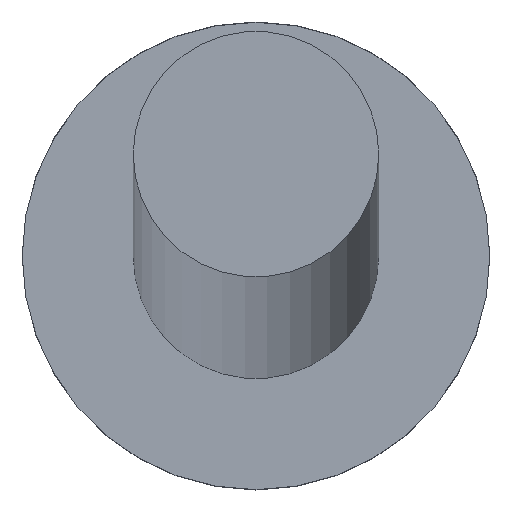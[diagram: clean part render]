
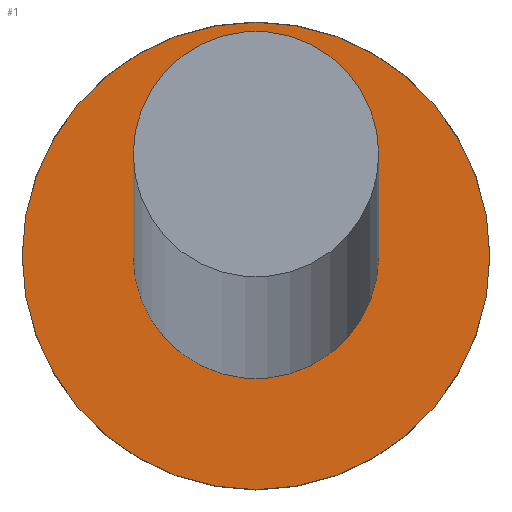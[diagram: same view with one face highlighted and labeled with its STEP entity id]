
A CAD part, top view. The second image highlights one B-rep face of the part: STEP entity #1.
In plain terms, the highlighted planar face has unit normal (0, 0, 1).
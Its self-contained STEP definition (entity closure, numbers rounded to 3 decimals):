
#1 = ADVANCED_FACE ( 'NONE', ( #86, #148 ), #220, .T. ) ;
#12 = DIRECTION ( 'NONE',  ( 0., 0., 1. ) ) ;
#15 = CARTESIAN_POINT ( 'NONE',  ( -4., 0., 3. ) ) ;
#17 = CARTESIAN_POINT ( 'NONE',  ( 4., 0., 3. ) ) ;
#21 = CIRCLE ( 'NONE', #167, 2.1 ) ;
#25 = EDGE_CURVE ( 'NONE', #168, #187, #233, .T. ) ;
#29 = DIRECTION ( 'NONE',  ( 1., 0., 0. ) ) ;
#33 = AXIS2_PLACEMENT_3D ( 'NONE', #114, #249, #72 ) ;
#38 = VERTEX_POINT ( 'NONE', #189 ) ;
#65 = ORIENTED_EDGE ( 'NONE', *, *, #104, .F. ) ;
#66 = AXIS2_PLACEMENT_3D ( 'NONE', #222, #75, #229 ) ;
#69 = EDGE_LOOP ( 'NONE', ( #65, #181 ) ) ;
#72 = DIRECTION ( 'NONE',  ( 1., 0., 0. ) ) ;
#75 = DIRECTION ( 'NONE',  ( 0., 0., 1. ) ) ;
#82 = CIRCLE ( 'NONE', #33, 4. ) ;
#86 = FACE_BOUND ( 'NONE', #69, .T. ) ;
#92 = DIRECTION ( 'NONE',  ( 0., 0., 1. ) ) ;
#104 = EDGE_CURVE ( 'NONE', #151, #38, #21, .T. ) ;
#105 = ORIENTED_EDGE ( 'NONE', *, *, #25, .T. ) ;
#114 = CARTESIAN_POINT ( 'NONE',  ( 0., 0., 3. ) ) ;
#134 = EDGE_CURVE ( 'NONE', #38, #151, #195, .T. ) ;
#136 = CARTESIAN_POINT ( 'NONE',  ( 0., 0., 3. ) ) ;
#143 = EDGE_CURVE ( 'NONE', #187, #168, #82, .T. ) ;
#148 = FACE_OUTER_BOUND ( 'NONE', #218, .T. ) ;
#151 = VERTEX_POINT ( 'NONE', #192 ) ;
#156 = AXIS2_PLACEMENT_3D ( 'NONE', #136, #92, #171 ) ;
#167 = AXIS2_PLACEMENT_3D ( 'NONE', #209, #251, #29 ) ;
#168 = VERTEX_POINT ( 'NONE', #15 ) ;
#171 = DIRECTION ( 'NONE',  ( 1., 0., 0. ) ) ;
#181 = ORIENTED_EDGE ( 'NONE', *, *, #134, .F. ) ;
#187 = VERTEX_POINT ( 'NONE', #17 ) ;
#189 = CARTESIAN_POINT ( 'NONE',  ( 2.1, 0., 3. ) ) ;
#192 = CARTESIAN_POINT ( 'NONE',  ( -2.1, 0., 3. ) ) ;
#194 = DIRECTION ( 'NONE',  ( 1., 0., 0. ) ) ;
#195 = CIRCLE ( 'NONE', #156, 2.1 ) ;
#203 = AXIS2_PLACEMENT_3D ( 'NONE', #206, #12, #194 ) ;
#206 = CARTESIAN_POINT ( 'NONE',  ( 0., 0., 3. ) ) ;
#209 = CARTESIAN_POINT ( 'NONE',  ( 0., 0., 3. ) ) ;
#218 = EDGE_LOOP ( 'NONE', ( #105, #221 ) ) ;
#220 = PLANE ( 'NONE',  #203 ) ;
#221 = ORIENTED_EDGE ( 'NONE', *, *, #143, .T. ) ;
#222 = CARTESIAN_POINT ( 'NONE',  ( 0., 0., 3. ) ) ;
#229 = DIRECTION ( 'NONE',  ( 1., 0., 0. ) ) ;
#233 = CIRCLE ( 'NONE', #66, 4. ) ;
#249 = DIRECTION ( 'NONE',  ( 0., 0., 1. ) ) ;
#251 = DIRECTION ( 'NONE',  ( 0., 0., 1. ) ) ;
